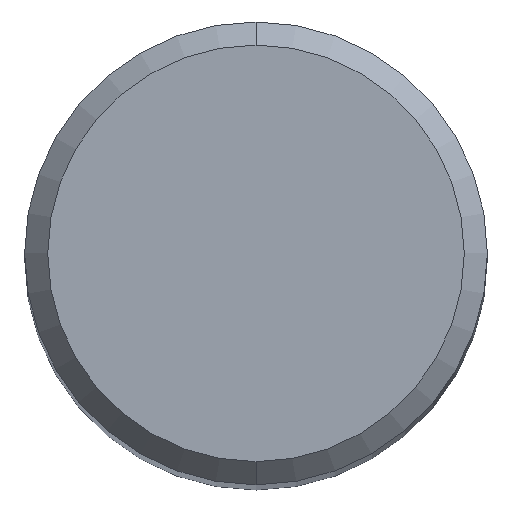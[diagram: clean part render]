
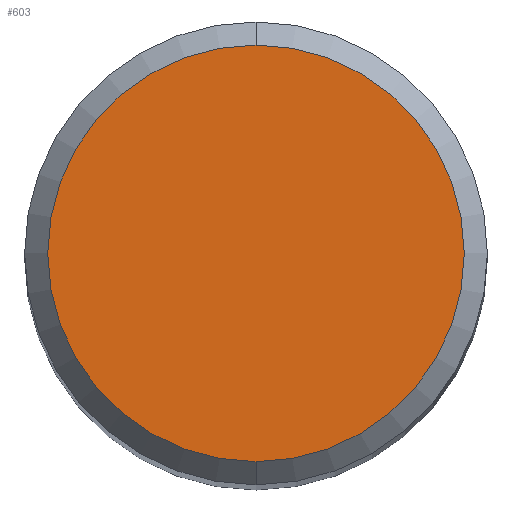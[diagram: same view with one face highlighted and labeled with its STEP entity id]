
A CAD part, top view. The second image highlights one B-rep face of the part: STEP entity #603.
In plain terms, the highlighted planar face has unit normal (0, 0, 1).
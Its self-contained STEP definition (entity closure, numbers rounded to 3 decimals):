
#505=VERTEX_POINT('',#1222);
#523=EDGE_CURVE('',#799,#505,#1241,.T.);
#603=ADVANCED_FACE('',(#1328),#1329,.T.);
#733=EDGE_CURVE('',#505,#799,#1470,.T.);
#799=VERTEX_POINT('',#1542);
#1222=CARTESIAN_POINT('',(0.0,3.6,0.0));
#1241=CIRCLE('',#2727,3.6);
#1328=FACE_OUTER_BOUND('',#3091,.T.);
#1329=PLANE('',#3092);
#1470=CIRCLE('',#5106,3.6);
#1542=CARTESIAN_POINT('',(0.,-3.6,0.0));
#2727=AXIS2_PLACEMENT_3D('',#11006,#11007,#11008);
#3091=EDGE_LOOP('',(#11108,#11109));
#3092=AXIS2_PLACEMENT_3D('',#11110,#11111,#11112);
#5106=AXIS2_PLACEMENT_3D('',#11242,#11243,#11244);
#11006=CARTESIAN_POINT('',(0.0,0.0,0.0));
#11007=DIRECTION('',(0.0,0.0,-1.0));
#11008=DIRECTION('',(0.0,1.0,0.0));
#11108=ORIENTED_EDGE('',*,*,#733,.F.);
#11109=ORIENTED_EDGE('',*,*,#523,.F.);
#11110=CARTESIAN_POINT('',(0.0,1.8,0.0));
#11111=DIRECTION('',(-0.0,0.0,1.0));
#11112=DIRECTION('',(0.0,-1.0,0.0));
#11242=CARTESIAN_POINT('',(0.0,0.0,0.0));
#11243=DIRECTION('',(0.0,0.0,-1.0));
#11244=DIRECTION('',(0.0,1.0,0.0));
